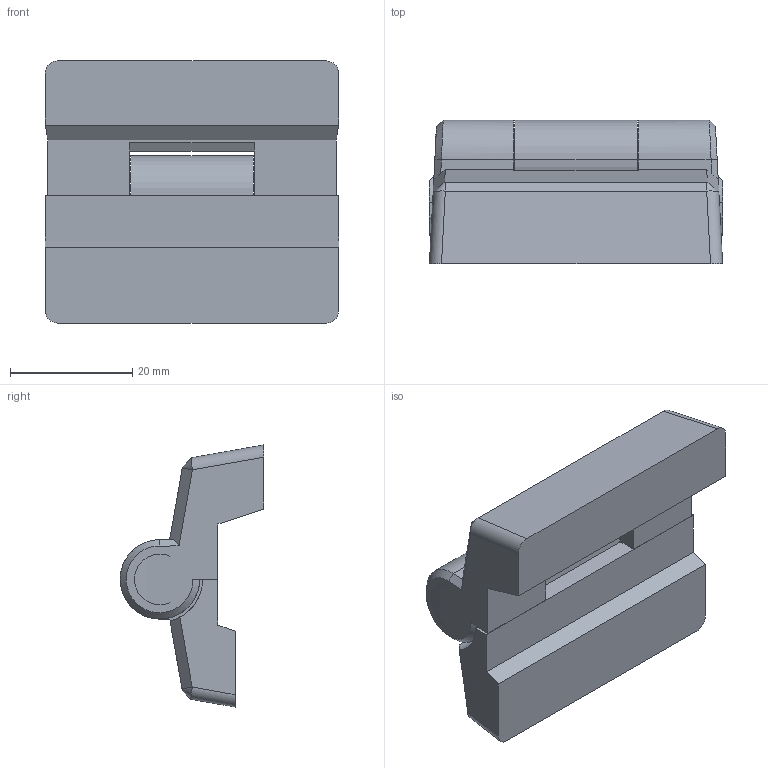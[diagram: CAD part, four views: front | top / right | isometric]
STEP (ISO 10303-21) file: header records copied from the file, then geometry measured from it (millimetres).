
FILE_DESCRIPTION (( 'STEP AP214' ), '1' );
FILE_NAME ('PAT 12040.STEP', '2009-06-10T09:38:54', ( '' ), ( '' ), 'SwSTEP 2.0', 'SolidWorks 2008', '' );
FILE_SCHEMA (( 'AUTOMOTIVE_DESIGN' ));
Length unit declared in the file: millimetre
Products named in the file (1): PAT 12040
Bounding box: 48 x 23.5 x 42.9 mm (x, y, z)
Volume: 20534.5 mm3; surface area: 8579.2 mm2
Topology: 2 solids, 2 shells, 54 faces, 137 edges, 88 vertices
Faces by surface type: plane 34, cylinder 14, bspline 6
Entity records: 2581 total; most frequent: CARTESIAN_POINT 724, ORIENTED_EDGE 274, DIRECTION 219, EDGE_CURVE 137, VECTOR 89, LINE 89, VERTEX_POINT 88, AXIS2_PLACEMENT_3D 65
